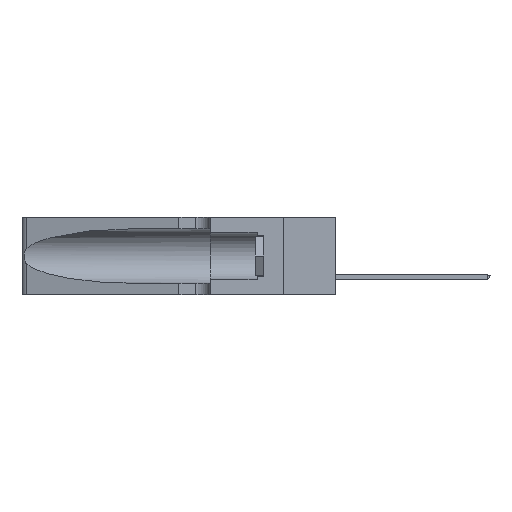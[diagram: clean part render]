
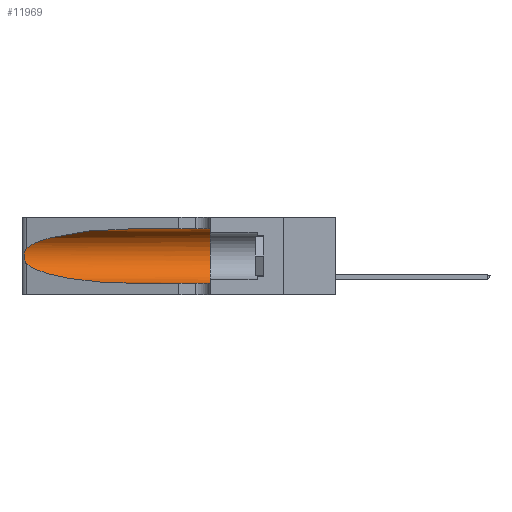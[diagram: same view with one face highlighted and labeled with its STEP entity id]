
A CAD part, left-side view. The second image highlights one B-rep face of the part: STEP entity #11969.
In plain terms, the highlighted cylindrical face has radius 3.308 mm (diameter 6.617 mm), a partial arc.
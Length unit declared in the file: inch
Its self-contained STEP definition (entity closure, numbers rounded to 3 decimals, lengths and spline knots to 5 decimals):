
#91 = CARTESIAN_POINT ( 'NONE',  ( 0.25487, 1.22718, 0.14631 ) ) ;
#767 = CARTESIAN_POINT ( 'NONE',  ( 0.25487, 1.22718, 0.22369 ) ) ;
#1746 = VERTEX_POINT ( 'NONE', #21045 ) ;
#1871 = CARTESIAN_POINT ( 'NONE',  ( 0.26075, 1.23896, 0.19203 ) ) ;
#2180 = CARTESIAN_POINT ( 'NONE',  ( 0.25639, 1.23184, 0.21858 ) ) ;
#2653 = CARTESIAN_POINT ( 'NONE',  ( 0.1305, 0.35, 0.31525 ) ) ;
#3196 = EDGE_CURVE ( 'NONE', #5227, #1746, #31745, .T. ) ;
#4357 = DIRECTION ( 'NONE',  ( 0., 0., -1. ) ) ;
#4448 = CARTESIAN_POINT ( 'NONE',  ( 0.25487, 1.22718, 0.14631 ) ) ;
#5227 = VERTEX_POINT ( 'NONE', #15557 ) ;
#5383 = VECTOR ( 'NONE', #5997, 39.37008 ) ;
#5997 = DIRECTION ( 'NONE',  ( 0., -1., 0. ) ) ;
#6248 = EDGE_LOOP ( 'NONE', ( #32424, #28555, #26310, #13244, #30912, #26758 ) ) ;
#6600 = VERTEX_POINT ( 'NONE', #10385 ) ;
#7130 = DIRECTION ( 'NONE',  ( 0., -1., 0. ) ) ;
#7677 = DIRECTION ( 'NONE',  ( 0., 0., 1. ) ) ;
#8026 = CARTESIAN_POINT ( 'NONE',  ( 0.18966, 0.96281, 0.05475 ) ) ;
#8685 = CARTESIAN_POINT ( 'NONE',  ( 0.18966, 0.96281, 0.31525 ) ) ;
#8971 = LINE ( 'NONE', #16152, #5383 ) ;
#9140 = LINE ( 'NONE', #14951, #9975 ) ;
#9381 = CARTESIAN_POINT ( 'NONE',  ( 0.25787, 1.23484, 0.2124 ) ) ;
#9496 = CARTESIAN_POINT ( 'NONE',  ( 0.26018, 1.23835, 0.19895 ) ) ;
#9514 = CARTESIAN_POINT ( 'NONE',  ( 0.1305, 1.61858, 0.185 ) ) ;
#9714 = CARTESIAN_POINT ( 'NONE',  ( 0.26017, 1.23833, 0.17102 ) ) ;
#9975 = VECTOR ( 'NONE', #10768, 39.37008 ) ;
#10385 = CARTESIAN_POINT ( 'NONE',  ( 0.25487, 1.22718, 0.22369 ) ) ;
#10768 = DIRECTION ( 'NONE',  ( 0., -1., 0. ) ) ;
#11142 = EDGE_CURVE ( 'NONE', #1746, #26798, #8971, .T. ) ;
#11353 = CYLINDRICAL_SURFACE ( 'NONE', #20497, 0.13025 ) ;
#11969 = ADVANCED_FACE ( 'NONE', ( #15308 ), #11353, .F. ) ;
#12244 =( BOUNDED_CURVE ( )  B_SPLINE_CURVE ( 3, ( #18811, #8685, #19024, #767 ),
 .UNSPECIFIED., .F., .T. ) 
 B_SPLINE_CURVE_WITH_KNOTS ( ( 4, 4 ),
 ( 1.5708, 2.84003 ),
 .UNSPECIFIED. ) 
 CURVE ( )  GEOMETRIC_REPRESENTATION_ITEM ( )  RATIONAL_B_SPLINE_CURVE ( ( 1., 0.87, 0.87, 1. ) ) 
 REPRESENTATION_ITEM ( '' )  );
#12285 = CARTESIAN_POINT ( 'NONE',  ( 0.25856, 1.23593, 0.16098 ) ) ;
#12715 = CARTESIAN_POINT ( 'NONE',  ( 0.1305, 0.35, 0.185 ) ) ;
#13072 = CARTESIAN_POINT ( 'NONE',  ( 0.1305, 0.72297, 0.05475 ) ) ;
#13244 = ORIENTED_EDGE ( 'NONE', *, *, #11142, .T. ) ;
#13365 = AXIS2_PLACEMENT_3D ( 'NONE', #12715, #15245, #7677 ) ;
#14672 = CARTESIAN_POINT ( 'NONE',  ( 0.1305, 0.72297, 0.31525 ) ) ;
#14711 = CARTESIAN_POINT ( 'NONE',  ( 0.25487, 1.22718, 0.22369 ) ) ;
#14821 = CARTESIAN_POINT ( 'NONE',  ( 0.25555, 1.22993, 0.14849 ) ) ;
#14951 = CARTESIAN_POINT ( 'NONE',  ( 0.1305, 1.61858, 0.31525 ) ) ;
#15245 = DIRECTION ( 'NONE',  ( 0., 1., 0. ) ) ;
#15308 = FACE_OUTER_BOUND ( 'NONE', #6248, .T. ) ;
#15557 = CARTESIAN_POINT ( 'NONE',  ( 0.25487, 1.22718, 0.14631 ) ) ;
#15652 = VERTEX_POINT ( 'NONE', #14672 ) ;
#16152 = CARTESIAN_POINT ( 'NONE',  ( 0.1305, 1.61858, 0.05475 ) ) ;
#17024 = EDGE_CURVE ( 'NONE', #20279, #26798, #26076, .T. ) ;
#17491 = CARTESIAN_POINT ( 'NONE',  ( 0.25555, 1.22994, 0.2215 ) ) ;
#18811 = CARTESIAN_POINT ( 'NONE',  ( 0.1305, 0.72297, 0.31525 ) ) ;
#19024 = CARTESIAN_POINT ( 'NONE',  ( 0.2373, 1.15595, 0.28018 ) ) ;
#19566 = EDGE_CURVE ( 'NONE', #15652, #20279, #9140, .T. ) ;
#19711 = CARTESIAN_POINT ( 'NONE',  ( 0.26075, 1.23896, 0.178 ) ) ;
#19825 = CARTESIAN_POINT ( 'NONE',  ( 0.25854, 1.2359, 0.20912 ) ) ;
#20279 = VERTEX_POINT ( 'NONE', #2653 ) ;
#20497 = AXIS2_PLACEMENT_3D ( 'NONE', #9514, #7130, #4357 ) ;
#20608 = CARTESIAN_POINT ( 'NONE',  ( 0.2373, 1.15595, 0.08982 ) ) ;
#21045 = CARTESIAN_POINT ( 'NONE',  ( 0.1305, 0.72297, 0.05475 ) ) ;
#22637 = B_SPLINE_CURVE_WITH_KNOTS ( 'NONE', 3,
 ( #14711, #17491, #2180, #9381, #19825, #9496, #1871, #19711, #9714, #12285, #30033, #30148, #14821, #4448 ),
 .UNSPECIFIED., .F., .F.,
 ( 4, 2, 2, 2, 2, 2, 4 ),
 ( 0., 0.00027, 0.00053, 0.00107, 0.0016, 0.00187, 0.00214 ),
 .UNSPECIFIED. ) ;
#26076 = CIRCLE ( 'NONE', #13365, 0.13025 ) ;
#26285 = EDGE_CURVE ( 'NONE', #15652, #6600, #12244, .T. ) ;
#26310 = ORIENTED_EDGE ( 'NONE', *, *, #3196, .T. ) ;
#26758 = ORIENTED_EDGE ( 'NONE', *, *, #19566, .F. ) ;
#26798 = VERTEX_POINT ( 'NONE', #31118 ) ;
#28555 = ORIENTED_EDGE ( 'NONE', *, *, #29881, .T. ) ;
#29881 = EDGE_CURVE ( 'NONE', #6600, #5227, #22637, .T. ) ;
#30033 = CARTESIAN_POINT ( 'NONE',  ( 0.25789, 1.23486, 0.15765 ) ) ;
#30148 = CARTESIAN_POINT ( 'NONE',  ( 0.25639, 1.23186, 0.15144 ) ) ;
#30912 = ORIENTED_EDGE ( 'NONE', *, *, #17024, .F. ) ;
#31118 = CARTESIAN_POINT ( 'NONE',  ( 0.1305, 0.35, 0.05475 ) ) ;
#31745 =( BOUNDED_CURVE ( )  B_SPLINE_CURVE ( 3, ( #91, #20608, #8026, #13072 ),
 .UNSPECIFIED., .F., .F. ) 
 B_SPLINE_CURVE_WITH_KNOTS ( ( 4, 4 ),
 ( 3.44316, 4.71239 ),
 .UNSPECIFIED. ) 
 CURVE ( )  GEOMETRIC_REPRESENTATION_ITEM ( )  RATIONAL_B_SPLINE_CURVE ( ( 1., 0.87, 0.87, 1. ) ) 
 REPRESENTATION_ITEM ( '' )  );
#32424 = ORIENTED_EDGE ( 'NONE', *, *, #26285, .T. ) ;
